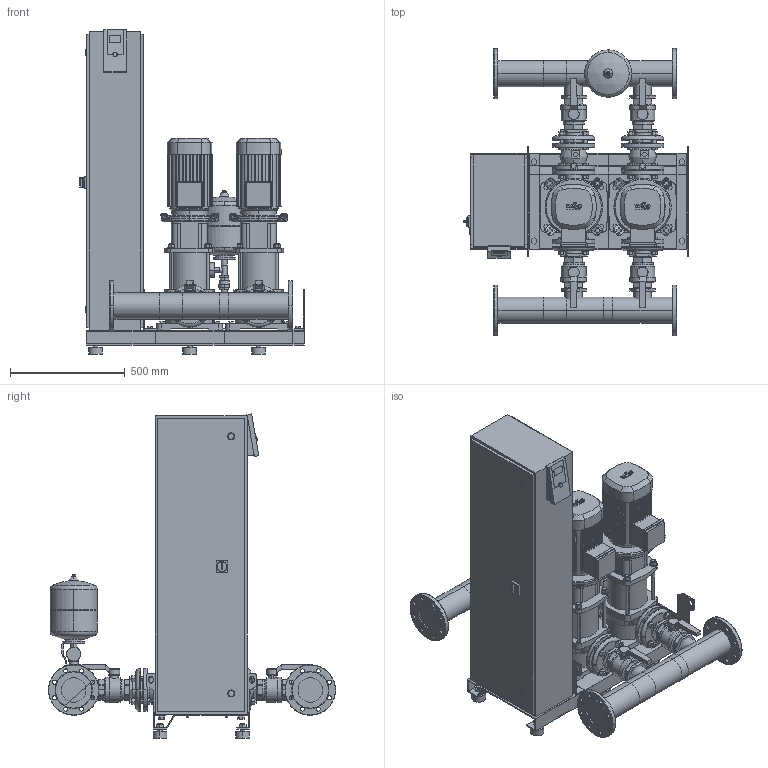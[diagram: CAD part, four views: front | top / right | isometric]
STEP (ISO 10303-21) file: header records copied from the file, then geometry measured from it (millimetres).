
FILE_DESCRIPTION((''),'2;1');
FILE_NAME('3d_SiBoostSmartFC2HELIXV3602_2-2540789.stp','2016-01-25T11:07:54',(''),(''),'Mechanical Desktop 2009','Mechanical Desktop 2009',', , ');
FILE_SCHEMA(('CONFIG_CONTROL_DESIGN'));
Length unit declared in the file: millimetre
Products named in the file (1): Product
Bounding box: 980 x 1251 x 1413.4 mm (x, y, z)
Volume: 230958336.2 mm3; surface area: 11956202.4 mm2
Topology: 147 solids, 147 shells, 3426 faces, 8528 edges, 5547 vertices
Faces by surface type: plane 1265, bspline 1209, cylinder 746, cone 138, torus 62, sphere 6
Entity records: 113831 total; most frequent: CARTESIAN_POINT 33692, ORIENTED_EDGE 17012, DIRECTION 15794, EDGE_CURVE 8506, VERTEX_POINT 5542, AXIS2_PLACEMENT_3D 5410, VECTOR 4974, LINE 4974
